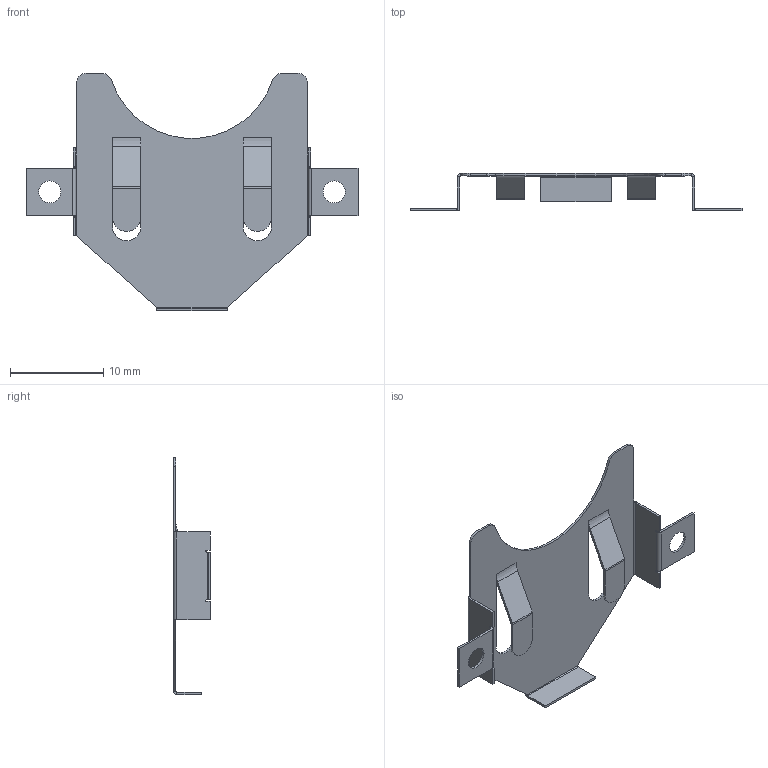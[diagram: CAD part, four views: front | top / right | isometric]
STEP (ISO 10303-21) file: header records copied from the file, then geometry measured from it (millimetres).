
FILE_DESCRIPTION (( 'STEP AP214' ), '1' );
FILE_NAME ('BK-886.STEP', '2019-10-13T22:19:00', ( '' ), ( '' ), 'SwSTEP 2.0', 'SolidWorks 2017', '' );
FILE_SCHEMA (( 'AUTOMOTIVE_DESIGN' ));
Length unit declared in the file: millimetre
Products named in the file (1): BK-886
Bounding box: 35.56 x 3.96 x 25.4 mm (x, y, z)
Volume: 149.2 mm3; surface area: 1255.6 mm2
Topology: 1 solids, 1 shells, 126 faces, 300 edges, 176 vertices
Faces by surface type: plane 85, cylinder 41
Entity records: 3600 total; most frequent: DIRECTION 636, CARTESIAN_POINT 603, ORIENTED_EDGE 600, EDGE_CURVE 300, LINE 218, VECTOR 218, AXIS2_PLACEMENT_3D 209, VERTEX_POINT 176
